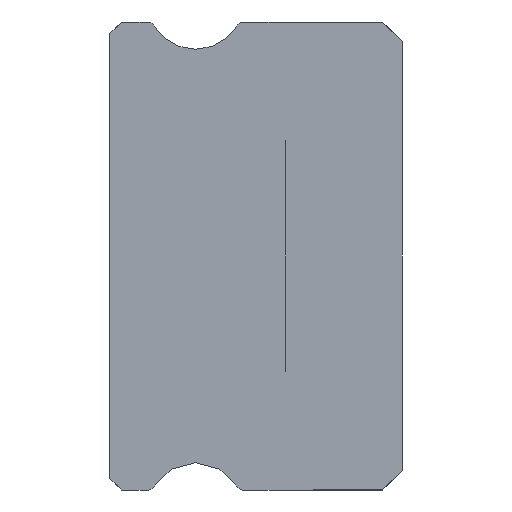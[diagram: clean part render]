
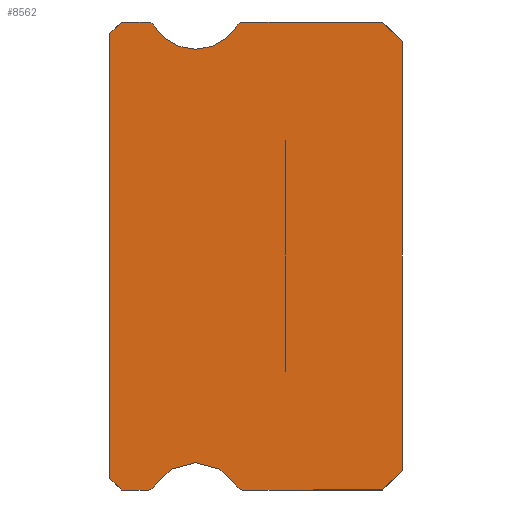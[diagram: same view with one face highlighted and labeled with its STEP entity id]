
A CAD part, left-side view. The second image highlights one B-rep face of the part: STEP entity #8562.
In plain terms, the highlighted planar face has unit normal (-1, 0, 0).
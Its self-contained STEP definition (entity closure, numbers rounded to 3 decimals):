
#8 = VERTEX_POINT ( 'NONE', #8309 ) ;
#189 = EDGE_CURVE ( 'NONE', #5300, #3913, #2596, .T. ) ;
#196 = LINE ( 'NONE', #6056, #3794 ) ;
#337 = DIRECTION ( 'NONE',  ( 0., 0., -1. ) ) ;
#454 = ORIENTED_EDGE ( 'NONE', *, *, #1064, .F. ) ;
#519 = DIRECTION ( 'NONE',  ( 1., 0., 0. ) ) ;
#553 = DIRECTION ( 'NONE',  ( 0., 0., -1. ) ) ;
#564 = CARTESIAN_POINT ( 'NONE',  ( -7.5, 7.2, -6. ) ) ;
#627 = CARTESIAN_POINT ( 'NONE',  ( -7.5, 4.217, 5.925 ) ) ;
#1064 = EDGE_CURVE ( 'NONE', #9932, #5331, #4187, .T. ) ;
#1074 = LINE ( 'NONE', #3069, #4212 ) ;
#1150 = VECTOR ( 'NONE', #2127, 1000. ) ;
#1151 = VERTEX_POINT ( 'NONE', #3445 ) ;
#1241 = DIRECTION ( 'NONE',  ( 0., 0.707, -0.707 ) ) ;
#1661 = EDGE_CURVE ( 'NONE', #4733, #12036, #9916, .T. ) ;
#1956 = EDGE_CURVE ( 'NONE', #8, #5544, #196, .T. ) ;
#2010 = CARTESIAN_POINT ( 'NONE',  ( -7.5, 7.2, -6. ) ) ;
#2127 = DIRECTION ( 'NONE',  ( 0., 1., 0. ) ) ;
#2246 = VERTEX_POINT ( 'NONE', #11525 ) ;
#2265 = LINE ( 'NONE', #3278, #1150 ) ;
#2280 = PLANE ( 'NONE',  #6250 ) ;
#2397 = ORIENTED_EDGE ( 'NONE', *, *, #7275, .F. ) ;
#2408 = DIRECTION ( 'NONE',  ( 0., 0., -1. ) ) ;
#2437 = VERTEX_POINT ( 'NONE', #627 ) ;
#2596 = LINE ( 'NONE', #564, #9400 ) ;
#2621 = DIRECTION ( 'NONE',  ( 0., 0., 1. ) ) ;
#2690 = CARTESIAN_POINT ( 'NONE',  ( -7.5, 0., 5.5 ) ) ;
#2699 = DIRECTION ( 'NONE',  ( -1., 0., 0. ) ) ;
#2708 = DIRECTION ( 'NONE',  ( 1., 0., 0. ) ) ;
#2798 = CIRCLE ( 'NONE', #5869, 0.15 ) ;
#3000 = DIRECTION ( 'NONE',  ( 0., -1., 0. ) ) ;
#3001 = DIRECTION ( 'NONE',  ( 0., -1., 0. ) ) ;
#3069 = CARTESIAN_POINT ( 'NONE',  ( -7.5, 6.512, 6. ) ) ;
#3252 = DIRECTION ( 'NONE',  ( 0., 0., -1. ) ) ;
#3277 = AXIS2_PLACEMENT_3D ( 'NONE', #9518, #2708, #7582 ) ;
#3278 = CARTESIAN_POINT ( 'NONE',  ( -7.5, 6.512, -6. ) ) ;
#3327 = LINE ( 'NONE', #8368, #10421 ) ;
#3328 = CARTESIAN_POINT ( 'NONE',  ( -7.5, 4.088, 5.85 ) ) ;
#3410 = VERTEX_POINT ( 'NONE', #12521 ) ;
#3445 = CARTESIAN_POINT ( 'NONE',  ( -7.5, 0., -5.5 ) ) ;
#3479 = EDGE_LOOP ( 'NONE', ( #12708, #2397, #5391, #12606, #7586, #8600, #10842, #12510, #5142, #6923, #10293, #9291, #10566, #5389, #454, #4951, #7308 ) ) ;
#3615 = VERTEX_POINT ( 'NONE', #7069 ) ;
#3684 = EDGE_CURVE ( 'NONE', #3615, #6426, #2265, .T. ) ;
#3703 = CARTESIAN_POINT ( 'NONE',  ( -7.5, 5.3, 6.55 ) ) ;
#3752 = EDGE_CURVE ( 'NONE', #2437, #3410, #2798, .T. ) ;
#3794 = VECTOR ( 'NONE', #1241, 1000. ) ;
#3913 = VERTEX_POINT ( 'NONE', #2010 ) ;
#3983 = AXIS2_PLACEMENT_3D ( 'NONE', #11092, #6322, #2408 ) ;
#4124 = EDGE_CURVE ( 'NONE', #10903, #8, #3327, .T. ) ;
#4187 = CIRCLE ( 'NONE', #5624, 1.25 ) ;
#4212 = VECTOR ( 'NONE', #3000, 1000. ) ;
#4279 = CARTESIAN_POINT ( 'NONE',  ( -7.5, 0., 5.5 ) ) ;
#4311 = CARTESIAN_POINT ( 'NONE',  ( -7.5, 6.383, -5.925 ) ) ;
#4319 = DIRECTION ( 'NONE',  ( 0., 1., 0. ) ) ;
#4407 = CARTESIAN_POINT ( 'NONE',  ( -7.5, 5.3, 5.3 ) ) ;
#4727 = AXIS2_PLACEMENT_3D ( 'NONE', #10587, #6458, #553 ) ;
#4733 = VERTEX_POINT ( 'NONE', #7043 ) ;
#4745 = CARTESIAN_POINT ( 'NONE',  ( -7.5, 5.3, -6.55 ) ) ;
#4919 = CARTESIAN_POINT ( 'NONE',  ( -7.5, 7.5, 5.85 ) ) ;
#4934 = LINE ( 'NONE', #5962, #7367 ) ;
#4951 = ORIENTED_EDGE ( 'NONE', *, *, #11370, .F. ) ;
#5010 = EDGE_CURVE ( 'NONE', #5331, #2437, #5511, .T. ) ;
#5142 = ORIENTED_EDGE ( 'NONE', *, *, #11061, .F. ) ;
#5145 = EDGE_CURVE ( 'NONE', #3913, #11134, #4934, .T. ) ;
#5156 = DIRECTION ( 'NONE',  ( 0., 0., 1. ) ) ;
#5300 = VERTEX_POINT ( 'NONE', #7430 ) ;
#5311 = DIRECTION ( 'NONE',  ( -1., 0., 0. ) ) ;
#5331 = VERTEX_POINT ( 'NONE', #4407 ) ;
#5339 = DIRECTION ( 'NONE',  ( 0., 0., -1. ) ) ;
#5389 = ORIENTED_EDGE ( 'NONE', *, *, #5010, .F. ) ;
#5391 = ORIENTED_EDGE ( 'NONE', *, *, #189, .T. ) ;
#5511 = CIRCLE ( 'NONE', #10046, 1.25 ) ;
#5544 = VERTEX_POINT ( 'NONE', #7186 ) ;
#5624 = AXIS2_PLACEMENT_3D ( 'NONE', #6402, #5311, #3252 ) ;
#5869 = AXIS2_PLACEMENT_3D ( 'NONE', #3328, #519, #5339 ) ;
#5962 = CARTESIAN_POINT ( 'NONE',  ( -7.5, 6.512, -6. ) ) ;
#6045 = CIRCLE ( 'NONE', #3983, 0.15 ) ;
#6052 = AXIS2_PLACEMENT_3D ( 'NONE', #4745, #2699, #7629 ) ;
#6056 = CARTESIAN_POINT ( 'NONE',  ( -7.5, 7.5, 5.7 ) ) ;
#6248 = VECTOR ( 'NONE', #10332, 1000. ) ;
#6250 = AXIS2_PLACEMENT_3D ( 'NONE', #9159, #7212, #337 ) ;
#6322 = DIRECTION ( 'NONE',  ( 1., 0., 0. ) ) ;
#6402 = CARTESIAN_POINT ( 'NONE',  ( -7.5, 5.3, 6.55 ) ) ;
#6426 = VERTEX_POINT ( 'NONE', #8943 ) ;
#6458 = DIRECTION ( 'NONE',  ( 1., 0., 0. ) ) ;
#6560 = EDGE_CURVE ( 'NONE', #1151, #12036, #7492, .T. ) ;
#6749 = DIRECTION ( 'NONE',  ( 0., 0.707, -0.707 ) ) ;
#6797 = EDGE_CURVE ( 'NONE', #2246, #9189, #6870, .T. ) ;
#6870 = CIRCLE ( 'NONE', #6052, 1.25 ) ;
#6923 = ORIENTED_EDGE ( 'NONE', *, *, #6560, .T. ) ;
#6948 = EDGE_CURVE ( 'NONE', #3410, #4733, #1074, .T. ) ;
#7043 = CARTESIAN_POINT ( 'NONE',  ( -7.5, 0.5, 6. ) ) ;
#7069 = CARTESIAN_POINT ( 'NONE',  ( -7.5, 0.5, -6. ) ) ;
#7186 = CARTESIAN_POINT ( 'NONE',  ( -7.5, 7.5, 5.7 ) ) ;
#7212 = DIRECTION ( 'NONE',  ( 1., 0., 0. ) ) ;
#7275 = EDGE_CURVE ( 'NONE', #5300, #5544, #9815, .T. ) ;
#7308 = ORIENTED_EDGE ( 'NONE', *, *, #4124, .T. ) ;
#7367 = VECTOR ( 'NONE', #3001, 1000. ) ;
#7430 = CARTESIAN_POINT ( 'NONE',  ( -7.5, 7.5, -5.7 ) ) ;
#7492 = LINE ( 'NONE', #2690, #11667 ) ;
#7582 = DIRECTION ( 'NONE',  ( 0., 0., -1. ) ) ;
#7586 = ORIENTED_EDGE ( 'NONE', *, *, #10575, .F. ) ;
#7587 = VECTOR ( 'NONE', #6749, 1000. ) ;
#7629 = DIRECTION ( 'NONE',  ( 0., 0., -1. ) ) ;
#7689 = DIRECTION ( 'NONE',  ( -1., 0., 0. ) ) ;
#7716 = LINE ( 'NONE', #11657, #7587 ) ;
#8193 = FACE_OUTER_BOUND ( 'NONE', #3479, .T. ) ;
#8275 = DIRECTION ( 'NONE',  ( 0., -0.707, -0.707 ) ) ;
#8309 = CARTESIAN_POINT ( 'NONE',  ( -7.5, 7.2, 6. ) ) ;
#8368 = CARTESIAN_POINT ( 'NONE',  ( -7.5, 7.2, 6. ) ) ;
#8532 = EDGE_CURVE ( 'NONE', #6426, #2246, #6045, .T. ) ;
#8562 = ADVANCED_FACE ( 'NONE', ( #8193 ), #2280, .F. ) ;
#8600 = ORIENTED_EDGE ( 'NONE', *, *, #6797, .F. ) ;
#8634 = CIRCLE ( 'NONE', #4727, 0.15 ) ;
#8943 = CARTESIAN_POINT ( 'NONE',  ( -7.5, 4.088, -6. ) ) ;
#9159 = CARTESIAN_POINT ( 'NONE',  ( -7.5, 6.512, 5.85 ) ) ;
#9163 = CARTESIAN_POINT ( 'NONE',  ( -7.5, 0.5, 6. ) ) ;
#9189 = VERTEX_POINT ( 'NONE', #4311 ) ;
#9248 = CARTESIAN_POINT ( 'NONE',  ( -7.5, 6.383, 5.925 ) ) ;
#9291 = ORIENTED_EDGE ( 'NONE', *, *, #6948, .F. ) ;
#9400 = VECTOR ( 'NONE', #8275, 1000. ) ;
#9518 = CARTESIAN_POINT ( 'NONE',  ( -7.5, 6.512, 5.85 ) ) ;
#9815 = LINE ( 'NONE', #4919, #11408 ) ;
#9916 = LINE ( 'NONE', #9163, #6248 ) ;
#9932 = VERTEX_POINT ( 'NONE', #9248 ) ;
#9983 = CARTESIAN_POINT ( 'NONE',  ( -7.5, 6.512, -6. ) ) ;
#10046 = AXIS2_PLACEMENT_3D ( 'NONE', #3703, #7689, #11567 ) ;
#10293 = ORIENTED_EDGE ( 'NONE', *, *, #1661, .F. ) ;
#10332 = DIRECTION ( 'NONE',  ( 0., -0.707, -0.707 ) ) ;
#10421 = VECTOR ( 'NONE', #4319, 1000. ) ;
#10566 = ORIENTED_EDGE ( 'NONE', *, *, #3752, .F. ) ;
#10575 = EDGE_CURVE ( 'NONE', #9189, #11134, #8634, .T. ) ;
#10587 = CARTESIAN_POINT ( 'NONE',  ( -7.5, 6.512, -5.85 ) ) ;
#10842 = ORIENTED_EDGE ( 'NONE', *, *, #8532, .F. ) ;
#10903 = VERTEX_POINT ( 'NONE', #11363 ) ;
#11061 = EDGE_CURVE ( 'NONE', #1151, #3615, #7716, .T. ) ;
#11092 = CARTESIAN_POINT ( 'NONE',  ( -7.5, 4.088, -5.85 ) ) ;
#11134 = VERTEX_POINT ( 'NONE', #9983 ) ;
#11363 = CARTESIAN_POINT ( 'NONE',  ( -7.5, 6.512, 6. ) ) ;
#11370 = EDGE_CURVE ( 'NONE', #10903, #9932, #11922, .T. ) ;
#11408 = VECTOR ( 'NONE', #5156, 1000. ) ;
#11525 = CARTESIAN_POINT ( 'NONE',  ( -7.5, 4.217, -5.925 ) ) ;
#11567 = DIRECTION ( 'NONE',  ( 0., 0., -1. ) ) ;
#11657 = CARTESIAN_POINT ( 'NONE',  ( -7.5, 0., -5.5 ) ) ;
#11667 = VECTOR ( 'NONE', #2621, 1000. ) ;
#11922 = CIRCLE ( 'NONE', #3277, 0.15 ) ;
#12036 = VERTEX_POINT ( 'NONE', #4279 ) ;
#12510 = ORIENTED_EDGE ( 'NONE', *, *, #3684, .F. ) ;
#12521 = CARTESIAN_POINT ( 'NONE',  ( -7.5, 4.088, 6. ) ) ;
#12606 = ORIENTED_EDGE ( 'NONE', *, *, #5145, .T. ) ;
#12708 = ORIENTED_EDGE ( 'NONE', *, *, #1956, .T. ) ;
